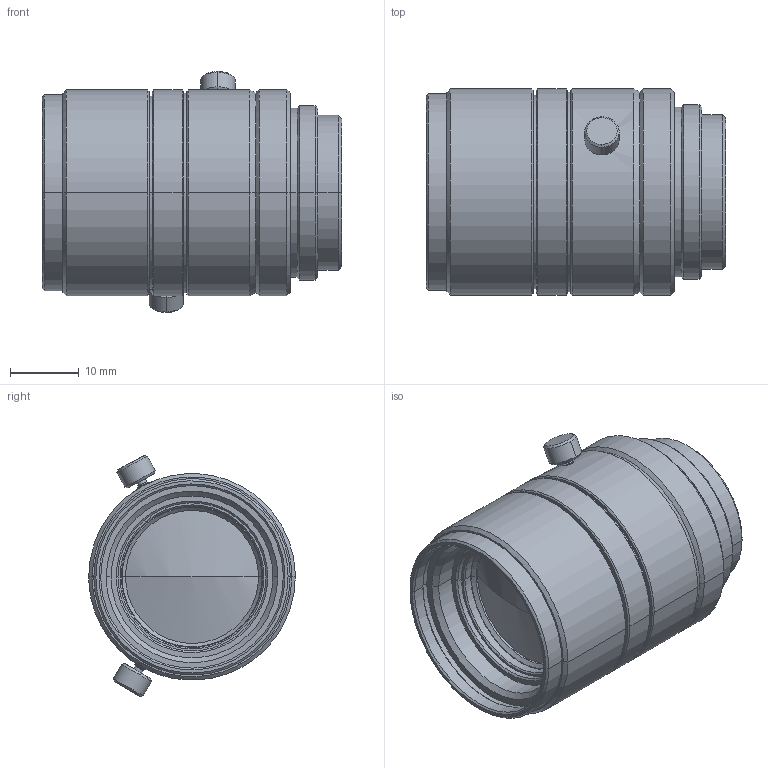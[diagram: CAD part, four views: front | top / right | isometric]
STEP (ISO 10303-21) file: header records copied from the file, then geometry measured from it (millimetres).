
FILE_DESCRIPTION ((), '1');
FILE_NAME ('O-C2-S-25-14.stp', '2016-05-25T17:03:14', ('Unknown'), ('Unknown'), 'HarmonyWare STEP v1.7.11', 'HarmonyWare Translators', '');
FILE_SCHEMA (('CONFIG_CONTROL_DESIGN'));
Length unit declared in the file: millimetre
Products named in the file (1): O-C2-S-25-14
Bounding box: 43.48 x 30 x 35.01 mm (x, y, z)
Volume: 24446.6 mm3; surface area: 6405.5 mm2
Topology: 1 solids, 1 shells, 119 faces, 236 edges, 136 vertices
Faces by surface type: bspline 119
Entity records: 4535 total; most frequent: CARTESIAN_POINT 3080, ORIENTED_EDGE 472, EDGE_CURVE 236, VERTEX_POINT 136, EDGE_LOOP 136, FACE_OUTER_BOUND 119, ADVANCED_FACE 119, B_SPLINE_CURVE_WITH_KNOTS 102
